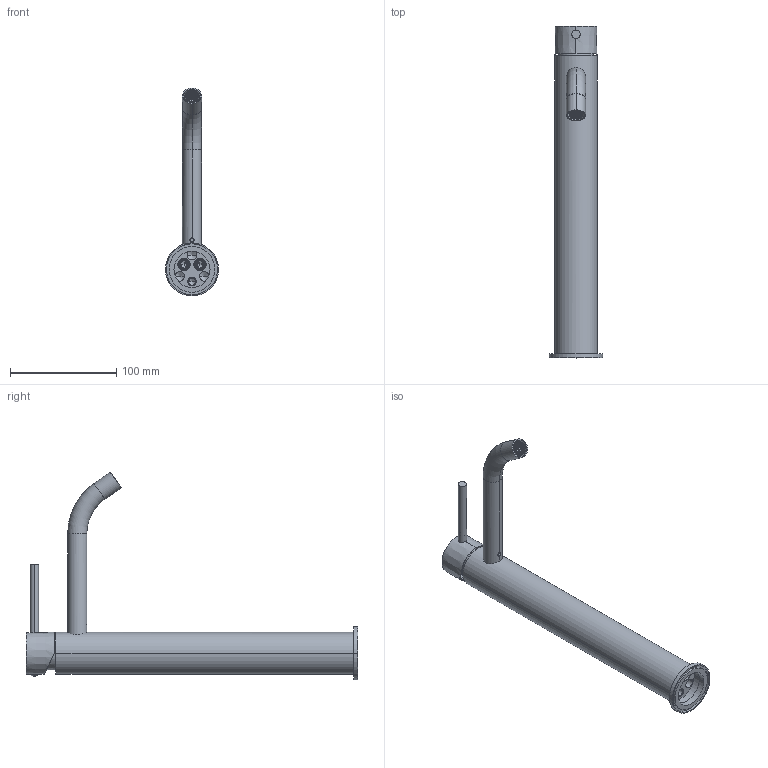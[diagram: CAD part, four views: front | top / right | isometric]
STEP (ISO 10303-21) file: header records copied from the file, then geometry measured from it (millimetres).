
FILE_DESCRIPTION((''),'2;1');
FILE_NAME('LIG081CR_ASM','2021-06-10T09:50:27',('ut3'),('PAFFONI SpA'),'CREO PARAMETRIC BY PTC INC, 2020044','CREO PARAMETRIC BY PTC INC, 2020044','');
FILE_SCHEMA(('CONFIG_CONTROL_DESIGN','SHAPE_APPEARANCE_LAYERS_GROUPS'));
Length unit declared in the file: millimetre
Products named in the file (31): 1000489GR; 4071653_CORPO; 4071653_ROTAZIONE; 4071653_PERNO; 4071653_ASTA; 4071653_FONDELLO; 4071653_GUARNIZIONE; 4071653_OR; 4071653_ASM; 1000492GR; 2092290_AF0; 5002102GR_ASM; 2041890GR; 1000486ZCR; 2041560GR; 2091105CRN; 2051272GR; 1000487GR; 1000488GR; 2092542_AF0; 2092542_AF1; 2092542_AF2; 5002089GR_ASM; 1000508GR; CORPO_AER_18; CARTUCCIA_18; GUARNIZIONE_AER_18; AR0030_ASM; 1000483GR; 2041955GR; LIG081CR_ASM
Assembly tree (30 placements, depth 3):
  LIG081CR_ASM
    1000489GR
    4071653_ASM
      4071653_CORPO
      4071653_ROTAZIONE
      4071653_PERNO
      4071653_ASTA
      4071653_FONDELLO
      4071653_GUARNIZIONE
      4071653_OR
    5002102GR_ASM
      1000492GR
      2092290_AF0
    2041890GR
    1000486ZCR
    2041560GR
    2091105CRN
    2051272GR
    1000487GR
    5002089GR_ASM
      1000488GR
      2092542_AF0
      2092542_AF1
      2092542_AF2
    1000508GR
    AR0030_ASM
      CORPO_AER_18
      CARTUCCIA_18
      GUARNIZIONE_AER_18
    1000483GR
    2041955GR
Bounding box: 50 x 312.15 x 195.56 mm (x, y, z)
Volume: 316428.4 mm3; surface area: 123053.7 mm2
Topology: 26 solids, 44 shells, 1654 faces, 4330 edges, 2694 vertices
Faces by surface type: cylinder 751, plane 423, torus 187, cone 149, bspline 80, sphere 64
Entity records: 72360 total; most frequent: CARTESIAN_POINT 17840, DIRECTION 8880, ORIENTED_EDGE 8410, PRESENTATION_STYLE_ASSIGNMENT 4250, STYLED_ITEM 4247, EDGE_CURVE 4243, CURVE_STYLE 4205, AXIS2_PLACEMENT_3D 3653
